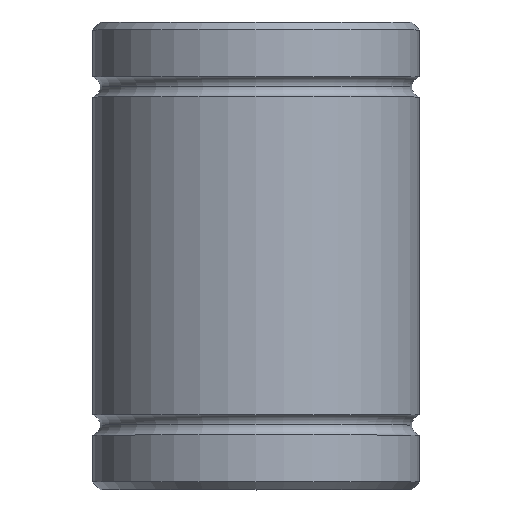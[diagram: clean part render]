
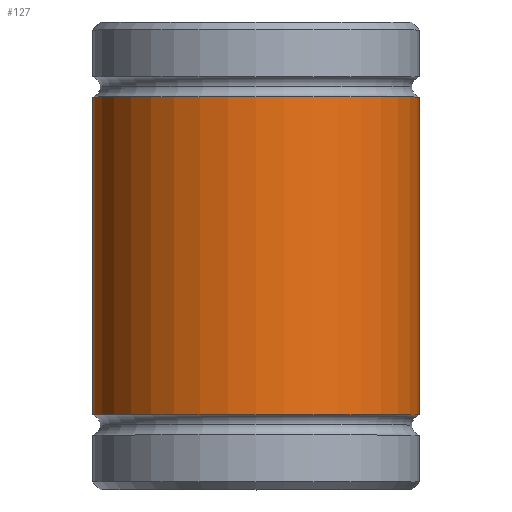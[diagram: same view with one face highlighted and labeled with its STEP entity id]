
A CAD part, top view. The second image highlights one B-rep face of the part: STEP entity #127.
In plain terms, the highlighted cylindrical face has radius 10.5 mm (diameter 21 mm), a partial arc.
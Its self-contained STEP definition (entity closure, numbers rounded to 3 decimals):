
#43 = LINE ( 'NONE', #379, #515 ) ;
#60 = DIRECTION ( 'NONE',  ( 0., 1., 0. ) ) ;
#64 = EDGE_CURVE ( 'NONE', #601, #966, #43, .T. ) ;
#78 = CARTESIAN_POINT ( 'NONE',  ( 0., 15., 0. ) ) ;
#107 = CARTESIAN_POINT ( 'NONE',  ( 0., -10.2, 0. ) ) ;
#116 = EDGE_CURVE ( 'NONE', #180, #601, #357, .T. ) ;
#120 = CARTESIAN_POINT ( 'NONE',  ( -10.5, 15., 0. ) ) ;
#127 = ADVANCED_FACE ( 'NONE', ( #490 ), #419, .T. ) ;
#180 = VERTEX_POINT ( 'NONE', #696 ) ;
#184 = DIRECTION ( 'NONE',  ( 0., 1., 0. ) ) ;
#208 = CIRCLE ( 'NONE', #890, 10.5 ) ;
#281 = VERTEX_POINT ( 'NONE', #423 ) ;
#309 = CARTESIAN_POINT ( 'NONE',  ( 10.5, -10.2, 0. ) ) ;
#319 = EDGE_CURVE ( 'NONE', #180, #281, #333, .T. ) ;
#333 = LINE ( 'NONE', #120, #907 ) ;
#335 = CARTESIAN_POINT ( 'NONE',  ( 10.5, 10.2, 0. ) ) ;
#357 = CIRCLE ( 'NONE', #942, 10.5 ) ;
#360 = DIRECTION ( 'NONE',  ( -1., 0., 0. ) ) ;
#379 = CARTESIAN_POINT ( 'NONE',  ( 10.5, 15., 0. ) ) ;
#396 = DIRECTION ( 'NONE',  ( -1., 0., 0. ) ) ;
#419 = CYLINDRICAL_SURFACE ( 'NONE', #531, 10.5 ) ;
#423 = CARTESIAN_POINT ( 'NONE',  ( -10.5, 10.2, 0. ) ) ;
#442 = EDGE_CURVE ( 'NONE', #281, #966, #208, .T. ) ;
#475 = DIRECTION ( 'NONE',  ( -1., 0., 0. ) ) ;
#490 = FACE_OUTER_BOUND ( 'NONE', #595, .T. ) ;
#513 = ORIENTED_EDGE ( 'NONE', *, *, #64, .T. ) ;
#515 = VECTOR ( 'NONE', #606, 1000. ) ;
#531 = AXIS2_PLACEMENT_3D ( 'NONE', #78, #184, #475 ) ;
#533 = ORIENTED_EDGE ( 'NONE', *, *, #116, .T. ) ;
#587 = CARTESIAN_POINT ( 'NONE',  ( 0., 10.2, 0. ) ) ;
#595 = EDGE_LOOP ( 'NONE', ( #533, #513, #728, #924 ) ) ;
#601 = VERTEX_POINT ( 'NONE', #309 ) ;
#606 = DIRECTION ( 'NONE',  ( 0., 1., 0. ) ) ;
#693 = DIRECTION ( 'NONE',  ( 0., 1., 0. ) ) ;
#696 = CARTESIAN_POINT ( 'NONE',  ( -10.5, -10.2, 0. ) ) ;
#716 = DIRECTION ( 'NONE',  ( 0., 1., 0. ) ) ;
#728 = ORIENTED_EDGE ( 'NONE', *, *, #442, .F. ) ;
#890 = AXIS2_PLACEMENT_3D ( 'NONE', #587, #60, #360 ) ;
#907 = VECTOR ( 'NONE', #716, 1000. ) ;
#924 = ORIENTED_EDGE ( 'NONE', *, *, #319, .F. ) ;
#942 = AXIS2_PLACEMENT_3D ( 'NONE', #107, #693, #396 ) ;
#966 = VERTEX_POINT ( 'NONE', #335 ) ;
